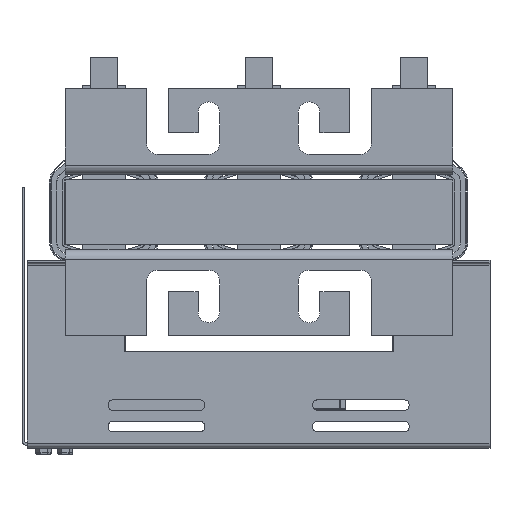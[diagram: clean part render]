
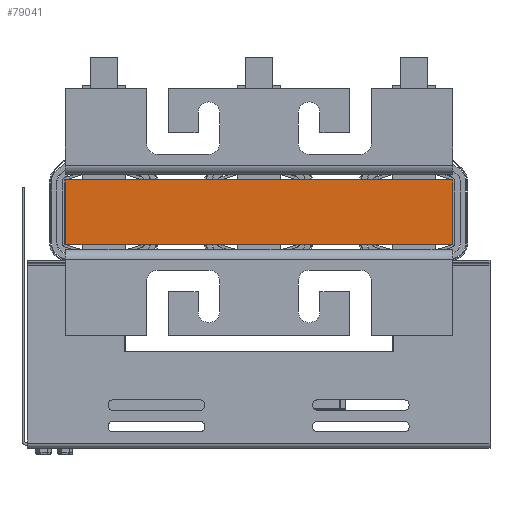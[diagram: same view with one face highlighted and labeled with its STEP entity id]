
A CAD part, front view. The second image highlights one B-rep face of the part: STEP entity #79041.
In plain terms, the highlighted planar face has unit normal (0, -1, 0).
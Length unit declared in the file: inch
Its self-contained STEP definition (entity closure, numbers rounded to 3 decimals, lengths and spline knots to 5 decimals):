
#178 = ORIENTED_EDGE ( 'NONE', *, *, #24777, .T. ) ;
#4431 = VERTEX_POINT ( 'NONE', #50090 ) ;
#8476 = VECTOR ( 'NONE', #51597, 39.37008 ) ;
#13070 = DIRECTION ( 'NONE',  ( 0., 0., -1. ) ) ;
#13343 = DIRECTION ( 'NONE',  ( 0., 0., 1. ) ) ;
#16275 = DIRECTION ( 'NONE',  ( 0., 0., -1. ) ) ;
#19636 = DIRECTION ( 'NONE',  ( 1., 0., 0. ) ) ;
#24777 = EDGE_CURVE ( 'NONE', #26546, #54981, #93926, .T. ) ;
#26546 = VERTEX_POINT ( 'NONE', #51131 ) ;
#27810 = CARTESIAN_POINT ( 'NONE',  ( 3.21526, -0.95864, 0.75 ) ) ;
#36551 = CARTESIAN_POINT ( 'NONE',  ( 7.71526, -0.95864, 0. ) ) ;
#38162 = VERTEX_POINT ( 'NONE', #55079 ) ;
#38723 = EDGE_CURVE ( 'NONE', #54981, #4431, #92464, .T. ) ;
#40317 = EDGE_LOOP ( 'NONE', ( #48620, #84596, #178, #41302 ) ) ;
#41302 = ORIENTED_EDGE ( 'NONE', *, *, #38723, .T. ) ;
#43388 = VECTOR ( 'NONE', #19636, 39.37008 ) ;
#45955 = LINE ( 'NONE', #27810, #43388 ) ;
#48620 = ORIENTED_EDGE ( 'NONE', *, *, #89647, .F. ) ;
#50090 = CARTESIAN_POINT ( 'NONE',  ( 7.71526, -0.95864, 0.75 ) ) ;
#51131 = CARTESIAN_POINT ( 'NONE',  ( -1.28474, -0.95864, -0.75 ) ) ;
#51597 = DIRECTION ( 'NONE',  ( 1., 0., 0. ) ) ;
#52996 = CARTESIAN_POINT ( 'NONE',  ( 7.71526, -0.95864, -0.75 ) ) ;
#53628 = PLANE ( 'NONE',  #95802 ) ;
#53892 = CARTESIAN_POINT ( 'NONE',  ( 7.71526, -0.95864, 0. ) ) ;
#54981 = VERTEX_POINT ( 'NONE', #77104 ) ;
#55079 = CARTESIAN_POINT ( 'NONE',  ( -1.28474, -0.95864, 0.75 ) ) ;
#57510 = CARTESIAN_POINT ( 'NONE',  ( -1.28474, -0.95864, 0. ) ) ;
#72443 = VECTOR ( 'NONE', #16275, 39.37008 ) ;
#77104 = CARTESIAN_POINT ( 'NONE',  ( 7.71526, -0.95864, -0.75 ) ) ;
#78401 = VECTOR ( 'NONE', #13343, 39.37008 ) ;
#79041 = ADVANCED_FACE ( 'NONE', ( #104659 ), #53628, .T. ) ;
#84596 = ORIENTED_EDGE ( 'NONE', *, *, #93579, .T. ) ;
#89647 = EDGE_CURVE ( 'NONE', #38162, #4431, #45955, .T. ) ;
#92464 = LINE ( 'NONE', #53892, #78401 ) ;
#93579 = EDGE_CURVE ( 'NONE', #38162, #26546, #96713, .T. ) ;
#93923 = DIRECTION ( 'NONE',  ( 0., -1., 0. ) ) ;
#93926 = LINE ( 'NONE', #52996, #8476 ) ;
#95802 = AXIS2_PLACEMENT_3D ( 'NONE', #36551, #93923, #13070 ) ;
#96713 = LINE ( 'NONE', #57510, #72443 ) ;
#104659 = FACE_OUTER_BOUND ( 'NONE', #40317, .T. ) ;
